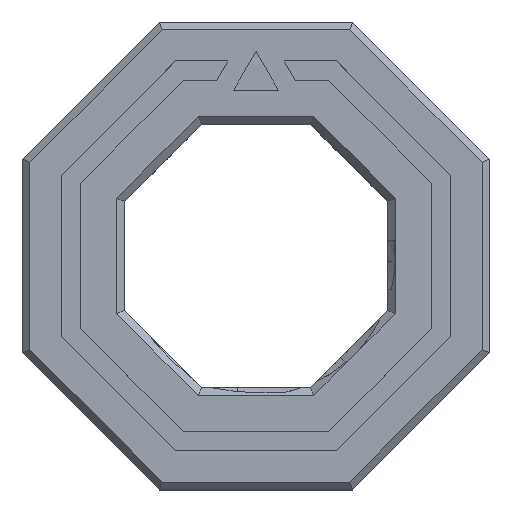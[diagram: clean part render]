
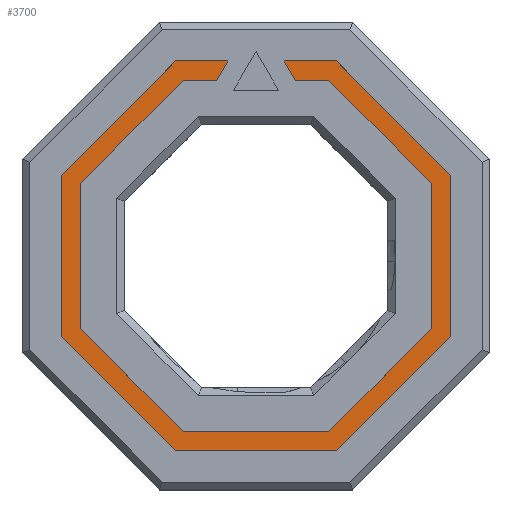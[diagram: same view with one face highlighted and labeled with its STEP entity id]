
A CAD part, top view. The second image highlights one B-rep face of the part: STEP entity #3700.
In plain terms, the highlighted planar face has unit normal (0, 0, 1).
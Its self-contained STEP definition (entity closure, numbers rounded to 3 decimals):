
#414=PLANE('',#3928);
#520=FACE_OUTER_BOUND('',#740,.T.);
#740=EDGE_LOOP('',(#2732,#2733,#2734,#2735,#2736,#2737,#2738,#2739,#2740,
#2741,#2742,#2743,#2744,#2745,#2746,#2747,#2748,#2749,#2750,#2751));
#1034=LINE('',#4836,#1354);
#1038=LINE('',#4843,#1358);
#1041=LINE('',#4849,#1361);
#1044=LINE('',#4855,#1364);
#1047=LINE('',#4861,#1367);
#1050=LINE('',#4867,#1370);
#1053=LINE('',#4873,#1373);
#1056=LINE('',#4879,#1376);
#1059=LINE('',#4885,#1379);
#1062=LINE('',#4891,#1382);
#1065=LINE('',#4897,#1385);
#1068=LINE('',#4903,#1388);
#1071=LINE('',#4909,#1391);
#1074=LINE('',#4915,#1394);
#1077=LINE('',#4921,#1397);
#1080=LINE('',#4927,#1400);
#1083=LINE('',#4933,#1403);
#1086=LINE('',#4939,#1406);
#1089=LINE('',#4945,#1409);
#1091=LINE('',#4948,#1411);
#1354=VECTOR('',#4193,10.);
#1358=VECTOR('',#4199,10.);
#1361=VECTOR('',#4204,10.);
#1364=VECTOR('',#4209,10.);
#1367=VECTOR('',#4214,10.);
#1370=VECTOR('',#4219,10.);
#1373=VECTOR('',#4224,10.);
#1376=VECTOR('',#4229,10.);
#1379=VECTOR('',#4234,10.);
#1382=VECTOR('',#4239,10.);
#1385=VECTOR('',#4244,10.);
#1388=VECTOR('',#4249,10.);
#1391=VECTOR('',#4254,10.);
#1394=VECTOR('',#4259,10.);
#1397=VECTOR('',#4264,10.);
#1400=VECTOR('',#4269,10.);
#1403=VECTOR('',#4274,10.);
#1406=VECTOR('',#4279,10.);
#1409=VECTOR('',#4284,10.);
#1411=VECTOR('',#4288,10.);
#1650=VERTEX_POINT('',#4833);
#1651=VERTEX_POINT('',#4835);
#1653=VERTEX_POINT('',#4841);
#1655=VERTEX_POINT('',#4847);
#1657=VERTEX_POINT('',#4853);
#1659=VERTEX_POINT('',#4859);
#1661=VERTEX_POINT('',#4865);
#1663=VERTEX_POINT('',#4871);
#1665=VERTEX_POINT('',#4877);
#1667=VERTEX_POINT('',#4883);
#1669=VERTEX_POINT('',#4889);
#1671=VERTEX_POINT('',#4895);
#1673=VERTEX_POINT('',#4901);
#1675=VERTEX_POINT('',#4907);
#1677=VERTEX_POINT('',#4913);
#1679=VERTEX_POINT('',#4919);
#1681=VERTEX_POINT('',#4925);
#1683=VERTEX_POINT('',#4931);
#1685=VERTEX_POINT('',#4937);
#1687=VERTEX_POINT('',#4943);
#2042=EDGE_CURVE('',#1650,#1651,#1034,.T.);
#2046=EDGE_CURVE('',#1653,#1650,#1038,.T.);
#2049=EDGE_CURVE('',#1655,#1653,#1041,.T.);
#2052=EDGE_CURVE('',#1657,#1655,#1044,.T.);
#2055=EDGE_CURVE('',#1659,#1657,#1047,.T.);
#2058=EDGE_CURVE('',#1661,#1659,#1050,.T.);
#2061=EDGE_CURVE('',#1663,#1661,#1053,.T.);
#2064=EDGE_CURVE('',#1665,#1663,#1056,.T.);
#2067=EDGE_CURVE('',#1667,#1665,#1059,.T.);
#2070=EDGE_CURVE('',#1669,#1667,#1062,.T.);
#2073=EDGE_CURVE('',#1671,#1669,#1065,.T.);
#2076=EDGE_CURVE('',#1673,#1671,#1068,.T.);
#2079=EDGE_CURVE('',#1675,#1673,#1071,.T.);
#2082=EDGE_CURVE('',#1677,#1675,#1074,.T.);
#2085=EDGE_CURVE('',#1679,#1677,#1077,.T.);
#2088=EDGE_CURVE('',#1681,#1679,#1080,.T.);
#2091=EDGE_CURVE('',#1683,#1681,#1083,.T.);
#2094=EDGE_CURVE('',#1685,#1683,#1086,.T.);
#2097=EDGE_CURVE('',#1687,#1685,#1089,.T.);
#2099=EDGE_CURVE('',#1651,#1687,#1091,.T.);
#2732=ORIENTED_EDGE('',*,*,#2099,.F.);
#2733=ORIENTED_EDGE('',*,*,#2042,.F.);
#2734=ORIENTED_EDGE('',*,*,#2046,.F.);
#2735=ORIENTED_EDGE('',*,*,#2049,.F.);
#2736=ORIENTED_EDGE('',*,*,#2052,.F.);
#2737=ORIENTED_EDGE('',*,*,#2055,.F.);
#2738=ORIENTED_EDGE('',*,*,#2058,.F.);
#2739=ORIENTED_EDGE('',*,*,#2061,.F.);
#2740=ORIENTED_EDGE('',*,*,#2064,.F.);
#2741=ORIENTED_EDGE('',*,*,#2067,.F.);
#2742=ORIENTED_EDGE('',*,*,#2070,.F.);
#2743=ORIENTED_EDGE('',*,*,#2073,.F.);
#2744=ORIENTED_EDGE('',*,*,#2076,.F.);
#2745=ORIENTED_EDGE('',*,*,#2079,.F.);
#2746=ORIENTED_EDGE('',*,*,#2082,.F.);
#2747=ORIENTED_EDGE('',*,*,#2085,.F.);
#2748=ORIENTED_EDGE('',*,*,#2088,.F.);
#2749=ORIENTED_EDGE('',*,*,#2091,.F.);
#2750=ORIENTED_EDGE('',*,*,#2094,.F.);
#2751=ORIENTED_EDGE('',*,*,#2097,.F.);
#3700=ADVANCED_FACE('',(#520),#414,.F.);
#3928=AXIS2_PLACEMENT_3D('',#4949,#4289,#4290);
#4193=DIRECTION('',(0.707,0.707,0.));
#4199=DIRECTION('',(0.,1.,0.));
#4204=DIRECTION('',(-0.707,0.707,0.));
#4209=DIRECTION('',(-1.,0.,0.));
#4214=DIRECTION('',(-0.707,-0.707,0.));
#4219=DIRECTION('',(0.,-1.,0.));
#4224=DIRECTION('',(0.707,-0.707,0.));
#4229=DIRECTION('',(1.,0.,0.));
#4234=DIRECTION('',(-0.5,0.866,0.));
#4239=DIRECTION('',(-1.,0.,0.));
#4244=DIRECTION('',(-0.707,0.707,0.));
#4249=DIRECTION('',(0.,1.,0.));
#4254=DIRECTION('',(0.707,0.707,0.));
#4259=DIRECTION('',(1.,0.,0.));
#4264=DIRECTION('',(0.707,-0.707,0.));
#4269=DIRECTION('',(0.,-1.,0.));
#4274=DIRECTION('',(-0.707,-0.707,0.));
#4279=DIRECTION('',(-1.,0.,0.));
#4284=DIRECTION('',(-0.5,-0.866,0.));
#4288=DIRECTION('',(1.,0.,0.));
#4289=DIRECTION('center_axis',(0.,0.,-1.));
#4290=DIRECTION('ref_axis',(-1.,0.,0.));
#4833=CARTESIAN_POINT('',(-10.,4.142,8.6));
#4835=CARTESIAN_POINT('',(-4.142,10.,8.6));
#4836=CARTESIAN_POINT('',(-5.544,8.598,8.6));
#4841=CARTESIAN_POINT('',(-10.,-4.142,8.6));
#4843=CARTESIAN_POINT('',(-10.,2.196,8.6));
#4847=CARTESIAN_POINT('',(-4.142,-10.,8.6));
#4849=CARTESIAN_POINT('',(-8.598,-5.544,8.6));
#4853=CARTESIAN_POINT('',(4.142,-10.,8.6));
#4855=CARTESIAN_POINT('',(-2.071,-10.,8.6));
#4859=CARTESIAN_POINT('',(10.,-4.142,8.6));
#4861=CARTESIAN_POINT('',(5.669,-8.473,8.6));
#4865=CARTESIAN_POINT('',(10.,4.142,8.6));
#4867=CARTESIAN_POINT('',(10.,-1.946,8.6));
#4871=CARTESIAN_POINT('',(4.142,10.,8.6));
#4873=CARTESIAN_POINT('',(8.473,5.669,8.6));
#4877=CARTESIAN_POINT('',(1.443,10.,8.6));
#4879=CARTESIAN_POINT('',(2.071,10.,8.6));
#4883=CARTESIAN_POINT('',(2.021,9.,8.6));
#4885=CARTESIAN_POINT('',(3.374,6.656,8.6));
#4889=CARTESIAN_POINT('',(3.728,9.,8.6));
#4891=CARTESIAN_POINT('',(1.01,9.,8.6));
#4895=CARTESIAN_POINT('',(9.,3.728,8.6));
#4897=CARTESIAN_POINT('',(4.983,7.744,8.6));
#4901=CARTESIAN_POINT('',(9.,-3.728,8.6));
#4903=CARTESIAN_POINT('',(9.,1.989,8.6));
#4907=CARTESIAN_POINT('',(3.728,-9.,8.6));
#4909=CARTESIAN_POINT('',(7.744,-4.983,8.6));
#4913=CARTESIAN_POINT('',(-3.728,-9.,8.6));
#4915=CARTESIAN_POINT('',(1.864,-9.,8.6));
#4919=CARTESIAN_POINT('',(-9.,-3.728,8.6));
#4921=CARTESIAN_POINT('',(-5.108,-7.619,8.6));
#4925=CARTESIAN_POINT('',(-9.,3.728,8.6));
#4927=CARTESIAN_POINT('',(-9.,-1.739,8.6));
#4931=CARTESIAN_POINT('',(-3.728,9.,8.6));
#4933=CARTESIAN_POINT('',(-7.619,5.108,8.6));
#4937=CARTESIAN_POINT('',(-2.021,9.,8.6));
#4939=CARTESIAN_POINT('',(-1.864,9.,8.6));
#4943=CARTESIAN_POINT('',(-1.443,10.,8.6));
#4945=CARTESIAN_POINT('',(-3.663,6.156,8.6));
#4948=CARTESIAN_POINT('',(-0.722,10.,8.6));
#4949=CARTESIAN_POINT('Origin',(0.,0.25,8.6));
